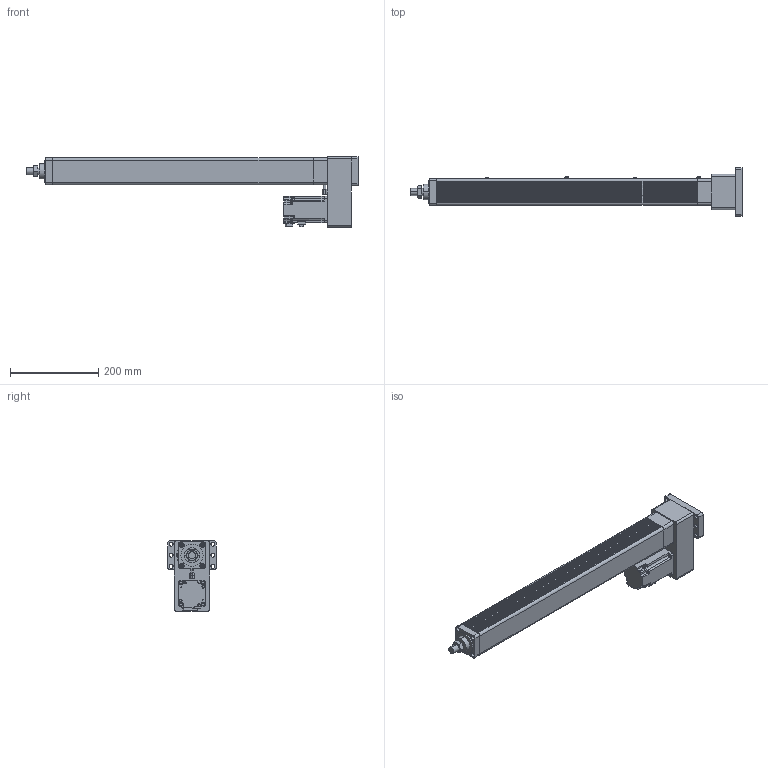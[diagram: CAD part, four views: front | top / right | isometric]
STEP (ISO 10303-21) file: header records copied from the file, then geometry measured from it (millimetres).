
FILE_DESCRIPTION (( 'STEP AP203' ), '1' );
FILE_NAME ('XSK60-5-500-BR-FB-A-MS4.STEP', '2025-05-12T15:32:35', ( '' ), ( '' ), 'SwSTEP 2.0', 'SolidWorks 2024', '' );
FILE_SCHEMA (( 'CONFIG_CONTROL_DESIGN' ));
Length unit declared in the file: millimetre
Products named in the file (4): XSK60-5-500-BR-FB-A-MS4; ____.STEP; XSK60-5-500-BR-FB-A-MS4.STEP; DDA60-100____.STEP
Assembly tree (3 placements, depth 3):
  XSK60-5-500-BR-FB-A-MS4
    XSK60-5-500-BR-FB-A-MS4.STEP
      ____.STEP
      DDA60-100____.STEP
Bounding box: 753 x 110 x 160 mm (x, y, z)
Volume: 2943349.8 mm3; surface area: 472525.5 mm2
Topology: 14 solids, 14 shells, 673 faces, 1693 edges, 1052 vertices
Faces by surface type: plane 336, cylinder 235, cone 66, sphere 24, bspline 8, torus 4
Entity records: 21978 total; most frequent: CARTESIAN_POINT 5365, DIRECTION 3456, ORIENTED_EDGE 3304, EDGE_CURVE 1652, AXIS2_PLACEMENT_3D 1220, VERTEX_POINT 1051, VECTOR 1016, LINE 1016
